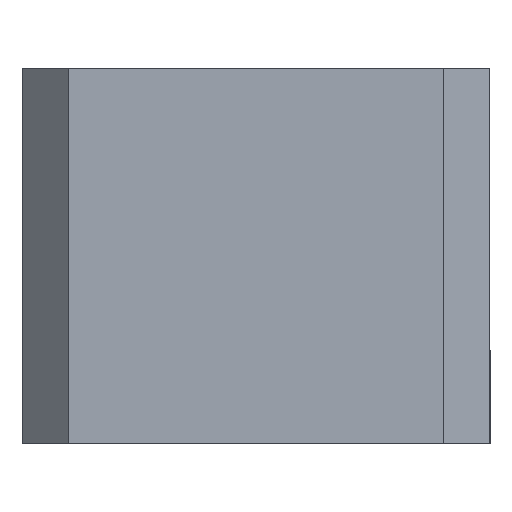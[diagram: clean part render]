
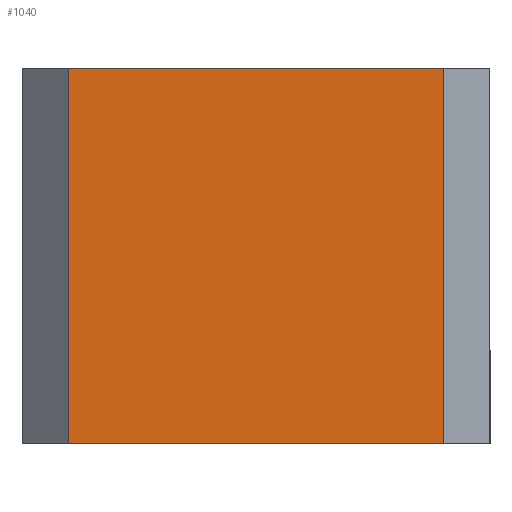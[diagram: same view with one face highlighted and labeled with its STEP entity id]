
A CAD part, left-side view. The second image highlights one B-rep face of the part: STEP entity #1040.
In plain terms, the highlighted planar face has unit normal (-1, 0, 0).
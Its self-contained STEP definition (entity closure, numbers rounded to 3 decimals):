
#11 = VECTOR ( 'NONE', #765, 1000. ) ;
#132 = VERTEX_POINT ( 'NONE', #690 ) ;
#159 = VERTEX_POINT ( 'NONE', #811 ) ;
#186 = ORIENTED_EDGE ( 'NONE', *, *, #1317, .T. ) ;
#206 = PLANE ( 'NONE',  #465 ) ;
#272 = LINE ( 'NONE', #298, #855 ) ;
#280 = DIRECTION ( 'NONE',  ( 0., -1., 0. ) ) ;
#285 = ORIENTED_EDGE ( 'NONE', *, *, #896, .T. ) ;
#298 = CARTESIAN_POINT ( 'NONE',  ( -15., 12., 24. ) ) ;
#327 = DIRECTION ( 'NONE',  ( 0., 0., -1. ) ) ;
#352 = CARTESIAN_POINT ( 'NONE',  ( -15., 12., 0. ) ) ;
#410 = DIRECTION ( 'NONE',  ( 0., 0., -1. ) ) ;
#452 = VERTEX_POINT ( 'NONE', #1299 ) ;
#465 = AXIS2_PLACEMENT_3D ( 'NONE', #552, #1029, #327 ) ;
#472 = LINE ( 'NONE', #775, #1064 ) ;
#533 = DIRECTION ( 'NONE',  ( 0., 0., 1. ) ) ;
#552 = CARTESIAN_POINT ( 'NONE',  ( -15., -15., 24. ) ) ;
#659 = LINE ( 'NONE', #1095, #1236 ) ;
#690 = CARTESIAN_POINT ( 'NONE',  ( -15., -12., 0. ) ) ;
#765 = DIRECTION ( 'NONE',  ( 0., -1., 0. ) ) ;
#775 = CARTESIAN_POINT ( 'NONE',  ( -15., -12., 24. ) ) ;
#811 = CARTESIAN_POINT ( 'NONE',  ( -15., -12., 24. ) ) ;
#839 = EDGE_CURVE ( 'NONE', #452, #159, #659, .T. ) ;
#855 = VECTOR ( 'NONE', #410, 1000. ) ;
#889 = LINE ( 'NONE', #1342, #11 ) ;
#896 = EDGE_CURVE ( 'NONE', #452, #1162, #272, .T. ) ;
#951 = FACE_OUTER_BOUND ( 'NONE', #1178, .T. ) ;
#979 = ORIENTED_EDGE ( 'NONE', *, *, #839, .F. ) ;
#1029 = DIRECTION ( 'NONE',  ( 1., 0., 0. ) ) ;
#1040 = ADVANCED_FACE ( 'NONE', ( #951 ), #206, .F. ) ;
#1064 = VECTOR ( 'NONE', #533, 1000. ) ;
#1095 = CARTESIAN_POINT ( 'NONE',  ( -15., -15., 24. ) ) ;
#1162 = VERTEX_POINT ( 'NONE', #352 ) ;
#1178 = EDGE_LOOP ( 'NONE', ( #979, #285, #186, #1272 ) ) ;
#1236 = VECTOR ( 'NONE', #280, 1000. ) ;
#1272 = ORIENTED_EDGE ( 'NONE', *, *, #1392, .T. ) ;
#1299 = CARTESIAN_POINT ( 'NONE',  ( -15., 12., 24. ) ) ;
#1317 = EDGE_CURVE ( 'NONE', #1162, #132, #889, .T. ) ;
#1342 = CARTESIAN_POINT ( 'NONE',  ( -15., -15., 0. ) ) ;
#1392 = EDGE_CURVE ( 'NONE', #132, #159, #472, .T. ) ;
